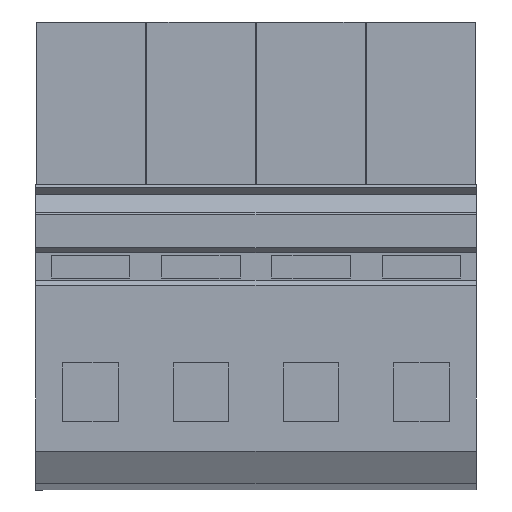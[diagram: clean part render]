
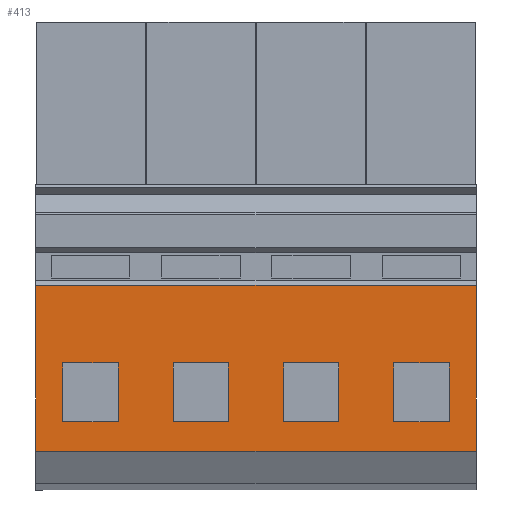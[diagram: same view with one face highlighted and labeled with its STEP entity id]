
A CAD part, front view. The second image highlights one B-rep face of the part: STEP entity #413.
In plain terms, the highlighted planar face has unit normal (0, -1, 0).
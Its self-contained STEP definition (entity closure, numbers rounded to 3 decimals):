
#413=ADVANCED_FACE('',(#1183,#1184,#1185,#1186,#1187),#1188,.T.);
#1183=FACE_OUTER_BOUND('',#2316,.T.);
#1184=FACE_BOUND('',#2317,.T.);
#1185=FACE_BOUND('',#2318,.T.);
#1186=FACE_BOUND('',#2319,.T.);
#1187=FACE_BOUND('',#2320,.T.);
#1188=PLANE('',#2321);
#2316=EDGE_LOOP('',(#3633,#3634,#3635,#3636));
#2317=EDGE_LOOP('',(#3637,#3638,#3639,#3640));
#2318=EDGE_LOOP('',(#3641,#3642,#3643,#3644));
#2319=EDGE_LOOP('',(#3645,#3646,#3647,#3648));
#2320=EDGE_LOOP('',(#3649,#3650,#3651,#3652));
#2321=AXIS2_PLACEMENT_3D('',#3653,#3654,#3655);
#3633=ORIENTED_EDGE('',*,*,#7045,.T.);
#3634=ORIENTED_EDGE('',*,*,#7046,.T.);
#3635=ORIENTED_EDGE('',*,*,#7047,.F.);
#3636=ORIENTED_EDGE('',*,*,#7042,.F.);
#3637=ORIENTED_EDGE('',*,*,#7048,.F.);
#3638=ORIENTED_EDGE('',*,*,#7049,.F.);
#3639=ORIENTED_EDGE('',*,*,#7050,.F.);
#3640=ORIENTED_EDGE('',*,*,#7051,.F.);
#3641=ORIENTED_EDGE('',*,*,#7052,.F.);
#3642=ORIENTED_EDGE('',*,*,#7053,.F.);
#3643=ORIENTED_EDGE('',*,*,#7054,.F.);
#3644=ORIENTED_EDGE('',*,*,#7055,.F.);
#3645=ORIENTED_EDGE('',*,*,#7056,.F.);
#3646=ORIENTED_EDGE('',*,*,#7057,.F.);
#3647=ORIENTED_EDGE('',*,*,#7058,.F.);
#3648=ORIENTED_EDGE('',*,*,#7059,.F.);
#3649=ORIENTED_EDGE('',*,*,#7060,.F.);
#3650=ORIENTED_EDGE('',*,*,#7061,.F.);
#3651=ORIENTED_EDGE('',*,*,#7062,.F.);
#3652=ORIENTED_EDGE('',*,*,#7063,.F.);
#3653=CARTESIAN_POINT('',(0.,0.,6.25));
#3654=DIRECTION('',(0.,-1.0,0.));
#3655=DIRECTION('',(0.0,0.,-1.0));
#7042=EDGE_CURVE('',#8462,#8464,#8465,.T.);
#7045=EDGE_CURVE('',#8462,#8468,#8469,.T.);
#7046=EDGE_CURVE('',#8468,#8470,#8471,.T.);
#7047=EDGE_CURVE('',#8464,#8470,#8472,.T.);
#7048=EDGE_CURVE('',#8473,#8474,#8475,.T.);
#7049=EDGE_CURVE('',#8476,#8473,#8477,.T.);
#7050=EDGE_CURVE('',#8478,#8476,#8479,.T.);
#7051=EDGE_CURVE('',#8474,#8478,#8480,.T.);
#7052=EDGE_CURVE('',#8481,#8482,#8483,.T.);
#7053=EDGE_CURVE('',#8484,#8481,#8485,.T.);
#7054=EDGE_CURVE('',#8486,#8484,#8487,.T.);
#7055=EDGE_CURVE('',#8482,#8486,#8488,.T.);
#7056=EDGE_CURVE('',#8489,#8490,#8491,.T.);
#7057=EDGE_CURVE('',#8492,#8489,#8493,.T.);
#7058=EDGE_CURVE('',#8494,#8492,#8495,.T.);
#7059=EDGE_CURVE('',#8490,#8494,#8496,.T.);
#7060=EDGE_CURVE('',#8497,#8498,#8499,.T.);
#7061=EDGE_CURVE('',#8500,#8497,#8501,.T.);
#7062=EDGE_CURVE('',#8502,#8500,#8503,.T.);
#7063=EDGE_CURVE('',#8498,#8502,#8504,.T.);
#8462=VERTEX_POINT('',#10702);
#8464=VERTEX_POINT('',#10705);
#8465=LINE('',#10706,#10707);
#8468=VERTEX_POINT('',#10711);
#8469=LINE('',#10712,#10713);
#8470=VERTEX_POINT('',#10714);
#8471=LINE('',#10715,#10716);
#8472=LINE('',#10717,#10718);
#8473=VERTEX_POINT('',#10719);
#8474=VERTEX_POINT('',#10720);
#8475=LINE('',#10721,#10722);
#8476=VERTEX_POINT('',#10723);
#8477=LINE('',#10724,#10725);
#8478=VERTEX_POINT('',#10726);
#8479=LINE('',#10727,#10728);
#8480=LINE('',#10729,#10730);
#8481=VERTEX_POINT('',#10731);
#8482=VERTEX_POINT('',#10732);
#8483=LINE('',#10733,#10734);
#8484=VERTEX_POINT('',#10735);
#8485=LINE('',#10736,#10737);
#8486=VERTEX_POINT('',#10738);
#8487=LINE('',#10739,#10740);
#8488=LINE('',#10741,#10742);
#8489=VERTEX_POINT('',#10743);
#8490=VERTEX_POINT('',#10744);
#8491=LINE('',#10745,#10746);
#8492=VERTEX_POINT('',#10747);
#8493=LINE('',#10748,#10749);
#8494=VERTEX_POINT('',#10750);
#8495=LINE('',#10751,#10752);
#8496=LINE('',#10753,#10754);
#8497=VERTEX_POINT('',#10755);
#8498=VERTEX_POINT('',#10756);
#8499=LINE('',#10757,#10758);
#8500=VERTEX_POINT('',#10759);
#8501=LINE('',#10760,#10761);
#8502=VERTEX_POINT('',#10762);
#8503=LINE('',#10763,#10764);
#8504=LINE('',#10765,#10766);
#10702=CARTESIAN_POINT('',(0.,0.,33.));
#10705=CARTESIAN_POINT('',(71.,0.,33.));
#10706=CARTESIAN_POINT('',(0.,0.,33.));
#10707=VECTOR('',#13787,1.0);
#10711=CARTESIAN_POINT('',(0.,0.,6.25));
#10712=CARTESIAN_POINT('',(0.,0.,49.5));
#10713=VECTOR('',#13789,1.0);
#10714=CARTESIAN_POINT('',(71.,0.,6.25));
#10715=CARTESIAN_POINT('',(0.,0.,6.25));
#10716=VECTOR('',#13790,1.0);
#10717=CARTESIAN_POINT('',(71.,0.,5.5));
#10718=VECTOR('',#13791,1.0);
#10719=CARTESIAN_POINT('',(4.35,0.,20.5));
#10720=CARTESIAN_POINT('',(4.35,0.,11.));
#10721=CARTESIAN_POINT('',(4.35,0.,5.5));
#10722=VECTOR('',#13792,1.0);
#10723=CARTESIAN_POINT('',(13.25,0.,20.5));
#10724=CARTESIAN_POINT('',(140.8,0.,20.5));
#10725=VECTOR('',#13793,1.0);
#10726=CARTESIAN_POINT('',(13.25,0.,11.));
#10727=CARTESIAN_POINT('',(13.25,0.,5.5));
#10728=VECTOR('',#13794,1.0);
#10729=CARTESIAN_POINT('',(140.8,0.,11.));
#10730=VECTOR('',#13795,1.0);
#10731=CARTESIAN_POINT('',(66.65,0.,11.));
#10732=CARTESIAN_POINT('',(66.65,0.,20.5));
#10733=CARTESIAN_POINT('',(66.65,0.,5.5));
#10734=VECTOR('',#13796,1.0);
#10735=CARTESIAN_POINT('',(57.75,0.,11.));
#10736=CARTESIAN_POINT('',(140.8,0.,11.));
#10737=VECTOR('',#13797,1.0);
#10738=CARTESIAN_POINT('',(57.75,0.,20.5));
#10739=CARTESIAN_POINT('',(57.75,0.,5.5));
#10740=VECTOR('',#13798,1.0);
#10741=CARTESIAN_POINT('',(140.8,0.,20.5));
#10742=VECTOR('',#13799,1.0);
#10743=CARTESIAN_POINT('',(48.85,0.,11.));
#10744=CARTESIAN_POINT('',(48.85,0.,20.5));
#10745=CARTESIAN_POINT('',(48.85,0.,5.5));
#10746=VECTOR('',#13800,1.0);
#10747=CARTESIAN_POINT('',(39.95,0.,11.));
#10748=CARTESIAN_POINT('',(140.8,0.,11.));
#10749=VECTOR('',#13801,1.0);
#10750=CARTESIAN_POINT('',(39.95,0.,20.5));
#10751=CARTESIAN_POINT('',(39.95,0.,5.5));
#10752=VECTOR('',#13802,1.0);
#10753=CARTESIAN_POINT('',(140.8,0.,20.5));
#10754=VECTOR('',#13803,1.0);
#10755=CARTESIAN_POINT('',(31.05,0.,11.));
#10756=CARTESIAN_POINT('',(31.05,0.,20.5));
#10757=CARTESIAN_POINT('',(31.05,0.,5.5));
#10758=VECTOR('',#13804,1.0);
#10759=CARTESIAN_POINT('',(22.15,0.,11.));
#10760=CARTESIAN_POINT('',(140.8,0.,11.));
#10761=VECTOR('',#13805,1.0);
#10762=CARTESIAN_POINT('',(22.15,0.,20.5));
#10763=CARTESIAN_POINT('',(22.15,0.,5.5));
#10764=VECTOR('',#13806,1.0);
#10765=CARTESIAN_POINT('',(140.8,0.,20.5));
#10766=VECTOR('',#13807,1.0);
#13787=DIRECTION('',(1.0,0.,0.));
#13789=DIRECTION('',(0.,0.,-1.0));
#13790=DIRECTION('',(1.0,0.,0.));
#13791=DIRECTION('',(0.,0.,-1.0));
#13792=DIRECTION('',(0.,0.,-1.0));
#13793=DIRECTION('',(-1.0,0.,0.));
#13794=DIRECTION('',(0.,0.,1.0));
#13795=DIRECTION('',(1.0,0.,0.));
#13796=DIRECTION('',(0.,0.,1.0));
#13797=DIRECTION('',(1.0,0.,0.));
#13798=DIRECTION('',(0.,0.,-1.0));
#13799=DIRECTION('',(-1.0,0.,0.));
#13800=DIRECTION('',(0.,0.,1.0));
#13801=DIRECTION('',(1.0,0.,0.));
#13802=DIRECTION('',(0.,0.,-1.0));
#13803=DIRECTION('',(-1.0,0.,0.));
#13804=DIRECTION('',(0.,0.,1.0));
#13805=DIRECTION('',(1.0,0.,0.));
#13806=DIRECTION('',(0.,0.,-1.0));
#13807=DIRECTION('',(-1.0,0.,0.));
